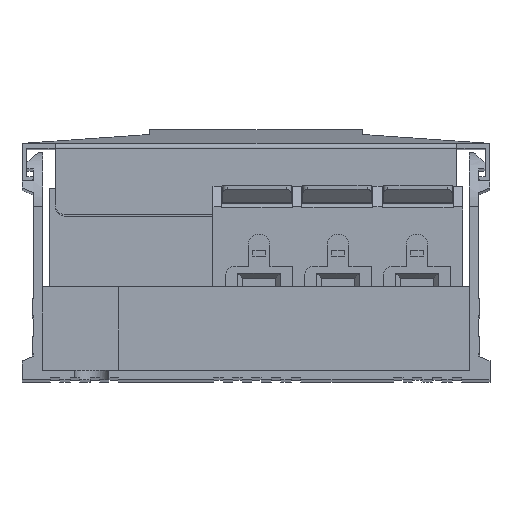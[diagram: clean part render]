
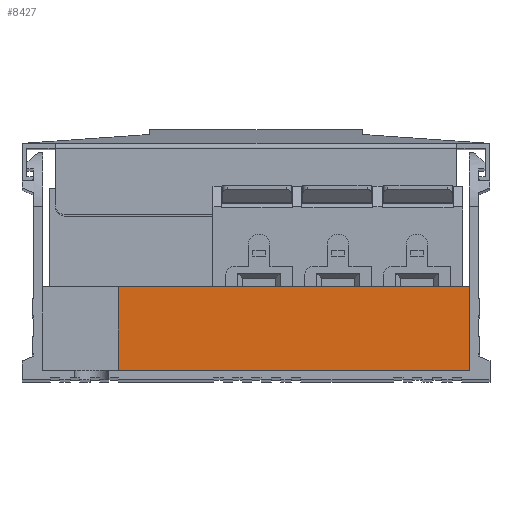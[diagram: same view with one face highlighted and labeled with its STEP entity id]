
A CAD part, top view. The second image highlights one B-rep face of the part: STEP entity #8427.
In plain terms, the highlighted face is planar.
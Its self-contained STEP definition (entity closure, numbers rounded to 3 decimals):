
#59 = CARTESIAN_POINT ( 'NONE',  ( -10.283, -6.807, 0. ) ) ;
#397 = EDGE_CURVE ( 'NONE', #6203, #11400, #3746, .T. ) ;
#1387 = VECTOR ( 'NONE', #18190, 1000. ) ;
#1458 = PLANE ( 'NONE',  #3220 ) ;
#1488 = EDGE_LOOP ( 'NONE', ( #10544, #13403, #3931, #10722 ) ) ;
#2267 = VERTEX_POINT ( 'NONE', #17278 ) ;
#3220 = AXIS2_PLACEMENT_3D ( 'NONE', #17782, #5516, #7346 ) ;
#3746 = LINE ( 'NONE', #19662, #1387 ) ;
#3931 = ORIENTED_EDGE ( 'NONE', *, *, #20412, .F. ) ;
#5391 = FACE_OUTER_BOUND ( 'NONE', #1488, .T. ) ;
#5516 = DIRECTION ( 'NONE',  ( 0., 1., 0. ) ) ;
#6203 = VERTEX_POINT ( 'NONE', #15510 ) ;
#6779 = DIRECTION ( 'NONE',  ( 1., 0., 0. ) ) ;
#7346 = DIRECTION ( 'NONE',  ( 0., 0., 1. ) ) ;
#7573 = VECTOR ( 'NONE', #6779, 1000. ) ;
#8427 = ADVANCED_FACE ( 'NONE', ( #5391 ), #1458, .F. ) ;
#9987 = EDGE_CURVE ( 'NONE', #11400, #12149, #10821, .T. ) ;
#10535 = CARTESIAN_POINT ( 'NONE',  ( 26.817, -6.807, 8.85 ) ) ;
#10544 = ORIENTED_EDGE ( 'NONE', *, *, #9987, .T. ) ;
#10722 = ORIENTED_EDGE ( 'NONE', *, *, #397, .T. ) ;
#10821 = LINE ( 'NONE', #59, #7573 ) ;
#11400 = VERTEX_POINT ( 'NONE', #21316 ) ;
#12149 = VERTEX_POINT ( 'NONE', #14285 ) ;
#12392 = DIRECTION ( 'NONE',  ( 0., 0., -1. ) ) ;
#12925 = CARTESIAN_POINT ( 'NONE',  ( -10.283, -6.807, 8.85 ) ) ;
#12949 = VECTOR ( 'NONE', #14442, 1000. ) ;
#13403 = ORIENTED_EDGE ( 'NONE', *, *, #18315, .F. ) ;
#14285 = CARTESIAN_POINT ( 'NONE',  ( 26.817, -6.807, 0. ) ) ;
#14442 = DIRECTION ( 'NONE',  ( 1., 0., 0. ) ) ;
#15435 = VECTOR ( 'NONE', #12392, 1000. ) ;
#15510 = CARTESIAN_POINT ( 'NONE',  ( -10.283, -6.807, 8.85 ) ) ;
#17278 = CARTESIAN_POINT ( 'NONE',  ( 26.817, -6.807, 8.85 ) ) ;
#17782 = CARTESIAN_POINT ( 'NONE',  ( -10.283, -6.807, 8.85 ) ) ;
#18190 = DIRECTION ( 'NONE',  ( 0., 0., -1. ) ) ;
#18315 = EDGE_CURVE ( 'NONE', #2267, #12149, #22463, .T. ) ;
#19662 = CARTESIAN_POINT ( 'NONE',  ( -10.283, -6.807, 8.85 ) ) ;
#20412 = EDGE_CURVE ( 'NONE', #6203, #2267, #21700, .T. ) ;
#21316 = CARTESIAN_POINT ( 'NONE',  ( -10.283, -6.807, 0. ) ) ;
#21700 = LINE ( 'NONE', #12925, #12949 ) ;
#22463 = LINE ( 'NONE', #10535, #15435 ) ;
